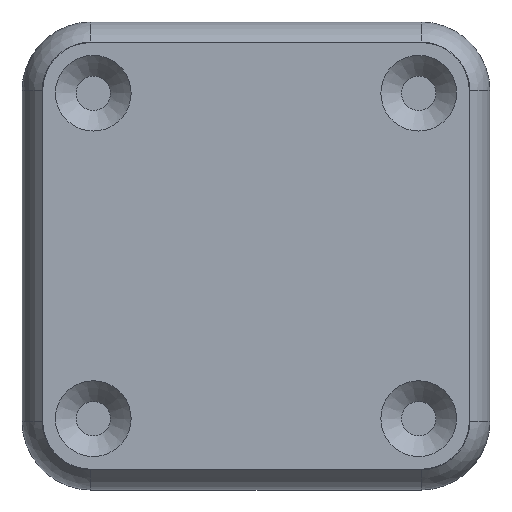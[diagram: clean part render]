
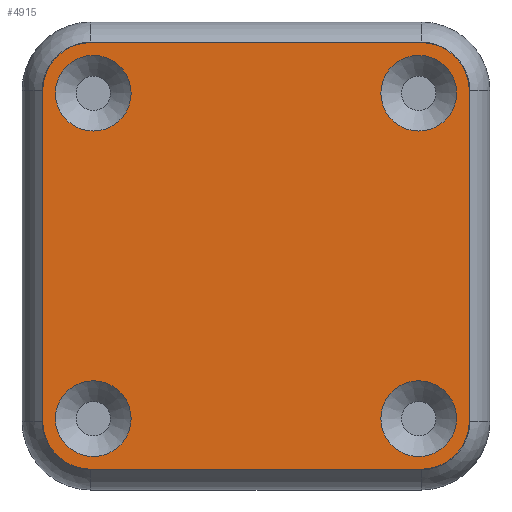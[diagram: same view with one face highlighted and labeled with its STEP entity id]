
A CAD part, top view. The second image highlights one B-rep face of the part: STEP entity #4915.
In plain terms, the highlighted planar face has unit normal (0, 0, 1).
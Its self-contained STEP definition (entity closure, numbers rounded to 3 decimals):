
#63=FACE_BOUND('',#830,.T.);
#64=FACE_BOUND('',#831,.T.);
#65=FACE_BOUND('',#832,.T.);
#66=FACE_BOUND('',#833,.T.);
#264=PLANE('',#5483);
#532=FACE_OUTER_BOUND('',#829,.T.);
#829=EDGE_LOOP('',(#4448,#4449,#4450,#4451,#4452,#4453,#4454,#4455));
#830=EDGE_LOOP('',(#4456));
#831=EDGE_LOOP('',(#4457));
#832=EDGE_LOOP('',(#4458));
#833=EDGE_LOOP('',(#4459));
#1260=LINE('',#8909,#1665);
#1263=LINE('',#8917,#1668);
#1267=LINE('',#8932,#1672);
#1268=LINE('',#8935,#1673);
#1665=VECTOR('',#6912,10.);
#1668=VECTOR('',#6921,10.);
#1672=VECTOR('',#6939,10.);
#1673=VECTOR('',#6942,10.);
#1908=CIRCLE('',#5473,3.5);
#1909=CIRCLE('',#5476,3.5);
#1910=CIRCLE('',#5481,2.75);
#1912=CIRCLE('',#5484,3.5);
#1913=CIRCLE('',#5485,3.5);
#1914=CIRCLE('',#5486,2.75);
#1915=CIRCLE('',#5487,2.75);
#1916=CIRCLE('',#5488,2.75);
#2355=VERTEX_POINT('',#8901);
#2356=VERTEX_POINT('',#8903);
#2357=VERTEX_POINT('',#8907);
#2358=VERTEX_POINT('',#8911);
#2359=VERTEX_POINT('',#8915);
#2360=VERTEX_POINT('',#8923);
#2362=VERTEX_POINT('',#8929);
#2363=VERTEX_POINT('',#8931);
#2364=VERTEX_POINT('',#8933);
#2365=VERTEX_POINT('',#8936);
#2366=VERTEX_POINT('',#8938);
#2367=VERTEX_POINT('',#8940);
#3053=EDGE_CURVE('',#2355,#2356,#1908,.T.);
#3056=EDGE_CURVE('',#2357,#2355,#1260,.T.);
#3058=EDGE_CURVE('',#2358,#2357,#1909,.T.);
#3060=EDGE_CURVE('',#2359,#2358,#1263,.T.);
#3063=EDGE_CURVE('',#2360,#2360,#1910,.T.);
#3066=EDGE_CURVE('',#2362,#2359,#1912,.T.);
#3067=EDGE_CURVE('',#2363,#2362,#1267,.T.);
#3068=EDGE_CURVE('',#2364,#2363,#1913,.T.);
#3069=EDGE_CURVE('',#2356,#2364,#1268,.T.);
#3070=EDGE_CURVE('',#2365,#2365,#1914,.T.);
#3071=EDGE_CURVE('',#2366,#2366,#1915,.T.);
#3072=EDGE_CURVE('',#2367,#2367,#1916,.T.);
#4448=ORIENTED_EDGE('',*,*,#3056,.F.);
#4449=ORIENTED_EDGE('',*,*,#3058,.F.);
#4450=ORIENTED_EDGE('',*,*,#3060,.F.);
#4451=ORIENTED_EDGE('',*,*,#3066,.F.);
#4452=ORIENTED_EDGE('',*,*,#3067,.F.);
#4453=ORIENTED_EDGE('',*,*,#3068,.F.);
#4454=ORIENTED_EDGE('',*,*,#3069,.F.);
#4455=ORIENTED_EDGE('',*,*,#3053,.F.);
#4456=ORIENTED_EDGE('',*,*,#3070,.F.);
#4457=ORIENTED_EDGE('',*,*,#3071,.F.);
#4458=ORIENTED_EDGE('',*,*,#3072,.F.);
#4459=ORIENTED_EDGE('',*,*,#3063,.F.);
#4915=ADVANCED_FACE('',(#532,#63,#64,#65,#66),#264,.T.);
#5473=AXIS2_PLACEMENT_3D('',#8904,#6906,#6907);
#5476=AXIS2_PLACEMENT_3D('',#8913,#6916,#6917);
#5481=AXIS2_PLACEMENT_3D('',#8924,#6930,#6931);
#5483=AXIS2_PLACEMENT_3D('',#8928,#6935,#6936);
#5484=AXIS2_PLACEMENT_3D('',#8930,#6937,#6938);
#5485=AXIS2_PLACEMENT_3D('',#8934,#6940,#6941);
#5486=AXIS2_PLACEMENT_3D('',#8937,#6943,#6944);
#5487=AXIS2_PLACEMENT_3D('',#8939,#6945,#6946);
#5488=AXIS2_PLACEMENT_3D('',#8941,#6947,#6948);
#6906=DIRECTION('center_axis',(0.,0.,-1.));
#6907=DIRECTION('ref_axis',(-1.,0.,0.));
#6912=DIRECTION('',(-1.,0.,0.));
#6916=DIRECTION('center_axis',(0.,0.,-1.));
#6917=DIRECTION('ref_axis',(0.,-1.,0.));
#6921=DIRECTION('',(0.,-1.,0.));
#6930=DIRECTION('center_axis',(0.,0.,1.));
#6931=DIRECTION('ref_axis',(-1.,0.,0.));
#6935=DIRECTION('center_axis',(0.,0.,1.));
#6936=DIRECTION('ref_axis',(-1.,0.,0.));
#6937=DIRECTION('center_axis',(0.,0.,-1.));
#6938=DIRECTION('ref_axis',(1.,0.,0.));
#6939=DIRECTION('',(1.,0.,0.));
#6940=DIRECTION('center_axis',(0.,0.,-1.));
#6941=DIRECTION('ref_axis',(0.,1.,0.));
#6942=DIRECTION('',(0.,1.,0.));
#6943=DIRECTION('center_axis',(0.,0.,1.));
#6944=DIRECTION('ref_axis',(-1.,0.,0.));
#6945=DIRECTION('center_axis',(0.,0.,1.));
#6946=DIRECTION('ref_axis',(-1.,0.,0.));
#6947=DIRECTION('center_axis',(0.,0.,1.));
#6948=DIRECTION('ref_axis',(-1.,0.,0.));
#8901=CARTESIAN_POINT('',(-12.,-15.5,27.));
#8903=CARTESIAN_POINT('',(-15.5,-12.,27.));
#8904=CARTESIAN_POINT('Origin',(-12.,-12.,27.));
#8907=CARTESIAN_POINT('',(12.,-15.5,27.));
#8909=CARTESIAN_POINT('',(6.,-15.5,27.));
#8911=CARTESIAN_POINT('',(15.5,-12.,27.));
#8913=CARTESIAN_POINT('Origin',(12.,-12.,27.));
#8915=CARTESIAN_POINT('',(15.5,12.,27.));
#8917=CARTESIAN_POINT('',(15.5,6.,27.));
#8923=CARTESIAN_POINT('',(14.573,11.823,27.));
#8924=CARTESIAN_POINT('Origin',(11.823,11.823,27.));
#8928=CARTESIAN_POINT('Origin',(0.,0.,27.));
#8929=CARTESIAN_POINT('',(12.,15.5,27.));
#8930=CARTESIAN_POINT('Origin',(12.,12.,27.));
#8931=CARTESIAN_POINT('',(-12.,15.5,27.));
#8932=CARTESIAN_POINT('',(-6.,15.5,27.));
#8933=CARTESIAN_POINT('',(-15.5,12.,27.));
#8934=CARTESIAN_POINT('Origin',(-12.,12.,27.));
#8935=CARTESIAN_POINT('',(-15.5,-6.,27.));
#8936=CARTESIAN_POINT('',(14.569,-11.823,27.));
#8937=CARTESIAN_POINT('Origin',(11.819,-11.823,27.));
#8938=CARTESIAN_POINT('',(-9.073,-11.823,27.));
#8939=CARTESIAN_POINT('Origin',(-11.823,-11.823,27.));
#8940=CARTESIAN_POINT('',(-9.073,11.823,27.));
#8941=CARTESIAN_POINT('Origin',(-11.823,11.823,27.));
